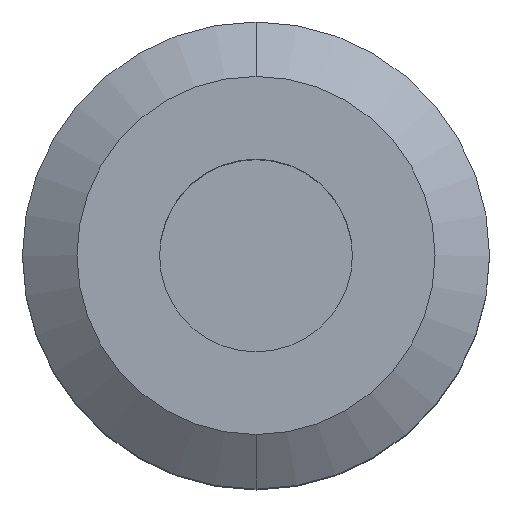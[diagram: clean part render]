
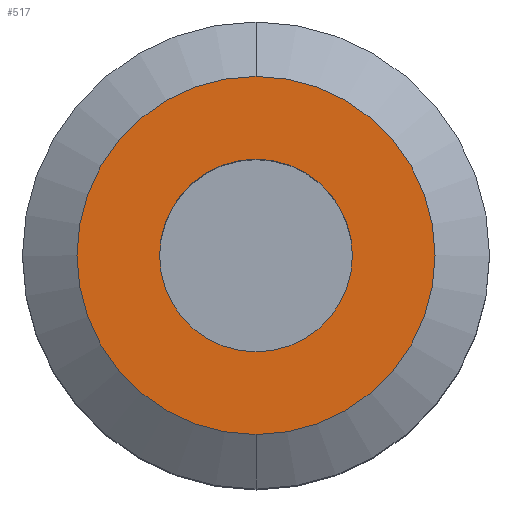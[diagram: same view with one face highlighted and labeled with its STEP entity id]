
A CAD part, top view. The second image highlights one B-rep face of the part: STEP entity #517.
In plain terms, the highlighted planar face has unit normal (0, 0, 1).
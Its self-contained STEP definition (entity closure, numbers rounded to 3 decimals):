
#22 = ORIENTED_EDGE ( 'NONE', *, *, #675, .F. ) ;
#54 = DIRECTION ( 'NONE',  ( 0., 0., 1. ) ) ;
#64 = DIRECTION ( 'NONE',  ( 0., 0., -1. ) ) ;
#108 = VERTEX_POINT ( 'NONE', #202 ) ;
#109 = ORIENTED_EDGE ( 'NONE', *, *, #1427, .F. ) ;
#161 = CARTESIAN_POINT ( 'NONE',  ( 0., 0., 75. ) ) ;
#168 = CARTESIAN_POINT ( 'NONE',  ( 0., 24.151, 75. ) ) ;
#202 = CARTESIAN_POINT ( 'NONE',  ( 0., 24.151, 75. ) ) ;
#240 = AXIS2_PLACEMENT_3D ( 'NONE', #855, #413, #1306 ) ;
#259 = FACE_OUTER_BOUND ( 'NONE', #1240, .T. ) ;
#278 = DIRECTION ( 'NONE',  ( 0., 1., 0. ) ) ;
#279 = EDGE_LOOP ( 'NONE', ( #401, #1310 ) ) ;
#334 = CARTESIAN_POINT ( 'NONE',  ( -13., 0., 75. ) ) ;
#339 = EDGE_CURVE ( 'NONE', #905, #796, #1046, .T. ) ;
#343 = CIRCLE ( 'NONE', #1078, 13. ) ;
#383 = CIRCLE ( 'NONE', #1266, 24.151 ) ;
#401 = ORIENTED_EDGE ( 'NONE', *, *, #339, .T. ) ;
#413 = DIRECTION ( 'NONE',  ( 0., 0., -1. ) ) ;
#496 = DIRECTION ( 'NONE',  ( 0., -1., 0. ) ) ;
#517 = ADVANCED_FACE ( 'NONE', ( #849, #259 ), #831, .T. ) ;
#566 = AXIS2_PLACEMENT_3D ( 'NONE', #967, #64, #760 ) ;
#581 = DIRECTION ( 'NONE',  ( -1., 0., 0. ) ) ;
#636 = CARTESIAN_POINT ( 'NONE',  ( 0., -24.151, 75. ) ) ;
#675 = EDGE_CURVE ( 'NONE', #108, #1173, #383, .T. ) ;
#696 = CARTESIAN_POINT ( 'NONE',  ( 0., 0., 75. ) ) ;
#741 = CIRCLE ( 'NONE', #566, 24.151 ) ;
#760 = DIRECTION ( 'NONE',  ( 0., 1., 0. ) ) ;
#796 = VERTEX_POINT ( 'NONE', #1430 ) ;
#831 = PLANE ( 'NONE',  #1290 ) ;
#849 = FACE_BOUND ( 'NONE', #279, .T. ) ;
#855 = CARTESIAN_POINT ( 'NONE',  ( 0., 0., 75. ) ) ;
#905 = VERTEX_POINT ( 'NONE', #334 ) ;
#940 = DIRECTION ( 'NONE',  ( 0., 0., -1. ) ) ;
#967 = CARTESIAN_POINT ( 'NONE',  ( 0., 0., 75. ) ) ;
#1046 = CIRCLE ( 'NONE', #240, 13. ) ;
#1078 = AXIS2_PLACEMENT_3D ( 'NONE', #696, #1355, #581 ) ;
#1093 = EDGE_CURVE ( 'NONE', #796, #905, #343, .T. ) ;
#1173 = VERTEX_POINT ( 'NONE', #636 ) ;
#1240 = EDGE_LOOP ( 'NONE', ( #22, #109 ) ) ;
#1266 = AXIS2_PLACEMENT_3D ( 'NONE', #161, #940, #278 ) ;
#1290 = AXIS2_PLACEMENT_3D ( 'NONE', #168, #54, #496 ) ;
#1306 = DIRECTION ( 'NONE',  ( -1., 0., 0. ) ) ;
#1310 = ORIENTED_EDGE ( 'NONE', *, *, #1093, .T. ) ;
#1355 = DIRECTION ( 'NONE',  ( 0., 0., -1. ) ) ;
#1427 = EDGE_CURVE ( 'NONE', #1173, #108, #741, .T. ) ;
#1430 = CARTESIAN_POINT ( 'NONE',  ( 13., 0., 75. ) ) ;
